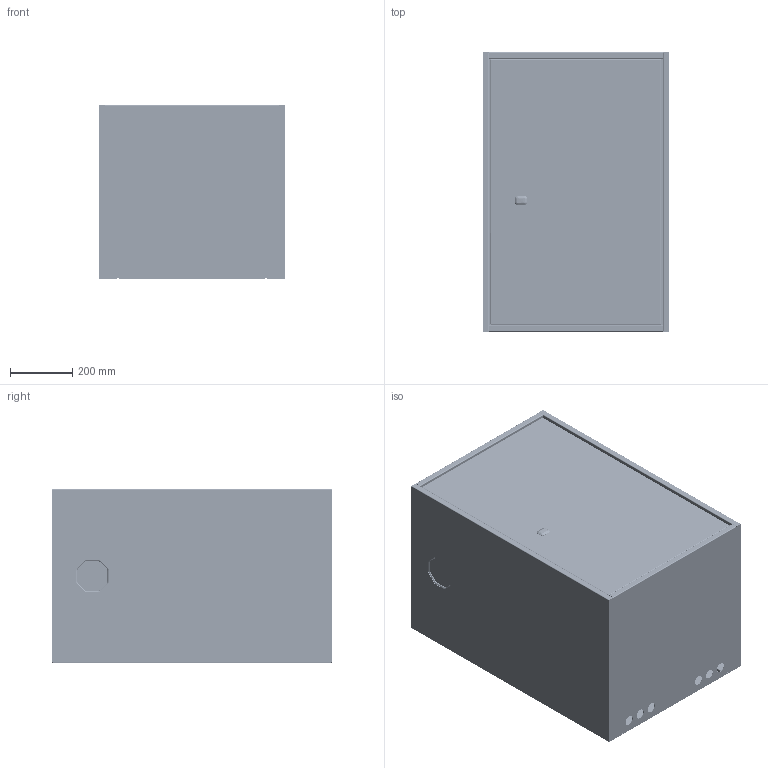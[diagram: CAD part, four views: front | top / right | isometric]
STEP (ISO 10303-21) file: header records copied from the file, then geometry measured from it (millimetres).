
FILE_DESCRIPTION (( 'STEP AP203' ), '1' );
FILE_NAME ('LV3-18U65-MF.STEP', '2023-11-30T08:12:15', ( '' ), ( '' ), 'SwSTEP 2.0', 'SolidWorks 2022', '' );
FILE_SCHEMA (( 'CONFIG_CONTROL_DESIGN' ));
Products named in the file (1): LV3-18U65-MF
Bounding box: 600 x 898.8 x 560.13 mm (x, y, z)
Volume: 5597196.9 mm3; surface area: 7231567.1 mm2
Topology: 103 solids, 104 shells, 6805 faces, 17397 edges, 11085 vertices
Faces by surface type: plane 3717, cylinder 1820, bspline 768, cone 326, torus 150, sphere 24
Entity records: 249720 total; most frequent: CARTESIAN_POINT 85565, ORIENTED_EDGE 34638, DIRECTION 31711, EDGE_CURVE 17319, VECTOR 11129, LINE 11129, VERTEX_POINT 11085, AXIS2_PLACEMENT_3D 10291
